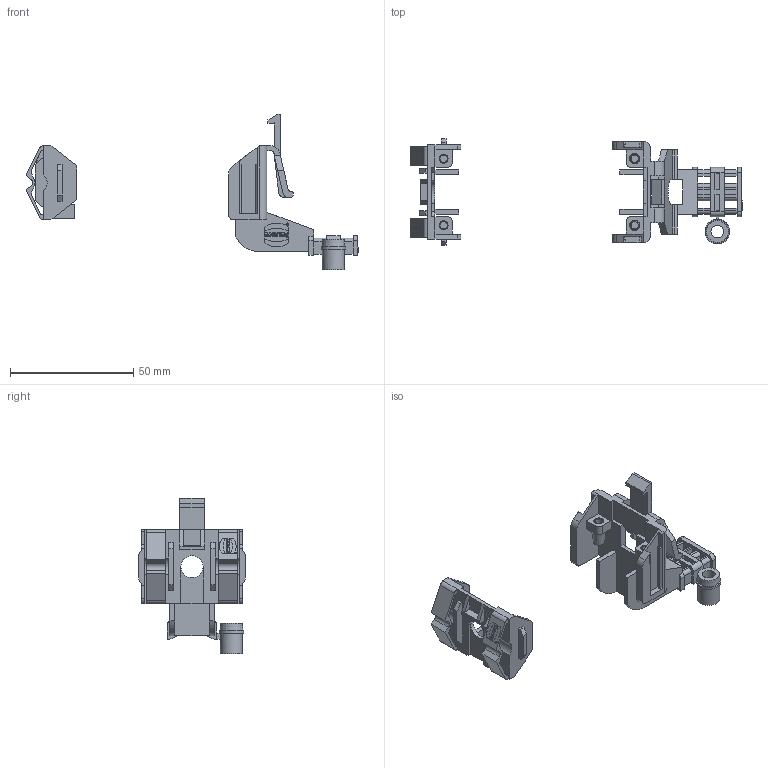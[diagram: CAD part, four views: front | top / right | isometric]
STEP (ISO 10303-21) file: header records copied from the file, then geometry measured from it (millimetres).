
FILE_DESCRIPTION(/* description */ (''),/* implementation_level */ '2;1');
FILE_NAME(/* name */ '100095088ugm000_c.stp',/* time_stamp */ '2018-03-22T13:21:55+01:00',/* author */ (''),/* organization */ (''),/* preprocessor_version */ 'ST-DEVELOPER v16',/* originating_system */ 'SIEMENS PLM Software NX 10.0',/* authorisation */ '');
FILE_SCHEMA (('AUTOMOTIVE_DESIGN { 1 0 10303 214 3 1 1 1 }'));
Length unit declared in the file: millimetre
Products named in the file (1): 100095088ugm000_c
Bounding box: 134.63 x 43.2 x 63.05 mm (x, y, z)
Volume: 17062.5 mm3; surface area: 17920.2 mm2
Topology: 2 solids, 2 shells, 578 faces, 1571 edges, 1034 vertices
Faces by surface type: plane 468, cylinder 91, extrusion 12, cone 7
Full cylindrical faces by diameter (mm): 0.47 x1, 0.671 x1, 0.689 x1, 0.984 x1, 3 x4, 3.25 x4, 3.4 x2, 5.2 x1, 9 x1, 10 x1
Entity records: 20211 total; most frequent: CARTESIAN_POINT 4155, ORIENTED_EDGE 3070, DIRECTION 2850, EDGE_CURVE 1535, VECTOR 1304, LINE 1292, VERTEX_POINT 1020, AXIS2_PLACEMENT_3D 773
